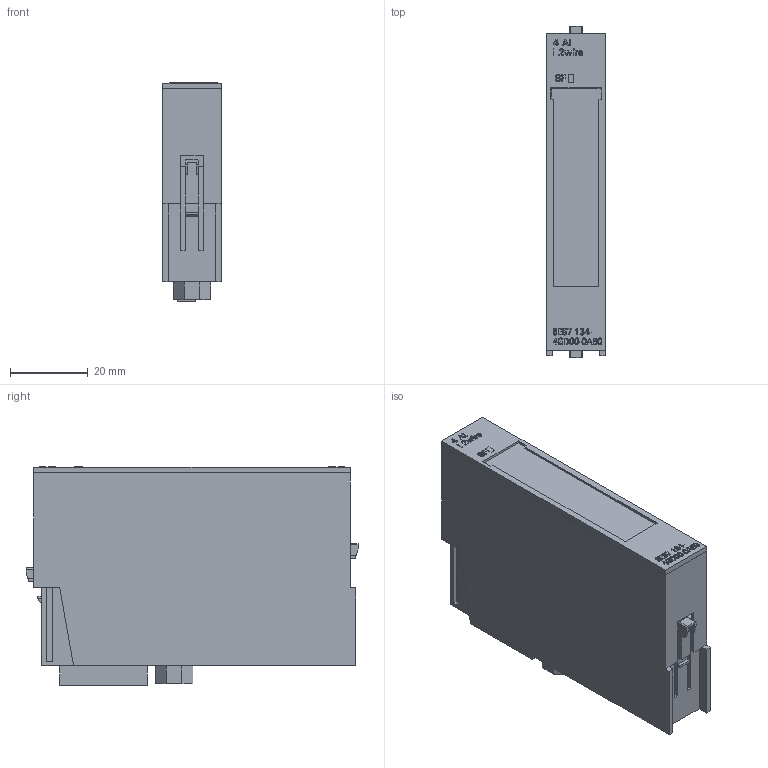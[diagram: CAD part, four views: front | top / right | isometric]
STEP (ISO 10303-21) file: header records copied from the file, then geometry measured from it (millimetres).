
FILE_DESCRIPTION(/* description */ (''),/* implementation_level */ '2;1');
FILE_NAME(/* name */ '6es71344gd000ab0_001_3d.stp',/* time_stamp */ '2011-02-11T14:24:48+01:00',/* author */ ('A.JÃ¡nos'),/* organization */ ('Siemens AG'),/* preprocessor_version */ 'ST-DEVELOPER v11',/* originating_system */ 'SIEMENS UGS NX 6.0',/* authorisation */ '');
FILE_SCHEMA (('AUTOMOTIVE_DESIGN { 1 0 10303 214 1 1 1 1 }'));
Length unit declared in the file: millimetre
Products named in the file (3): A5E30267836A_001; A5E30267875A_001; A5E30267834A_001
Assembly tree (2 placements, depth 2):
  A5E30267834A_001
    A5E30267875A_001
    A5E30267836A_001
Bounding box: 15 x 85.2 x 56.1 mm (x, y, z)
Volume: 37551.1 mm3; surface area: 24543.2 mm2
Topology: 57 solids, 57 shells, 697 faces, 1689 edges, 1125 vertices
Faces by surface type: plane 624, extrusion 73
Entity records: 22731 total; most frequent: CARTESIAN_POINT 6171, ORIENTED_EDGE 3378, DIRECTION 2901, EDGE_CURVE 1689, VECTOR 1611, LINE 1538, VERTEX_POINT 1125, EDGE_LOOP 746
